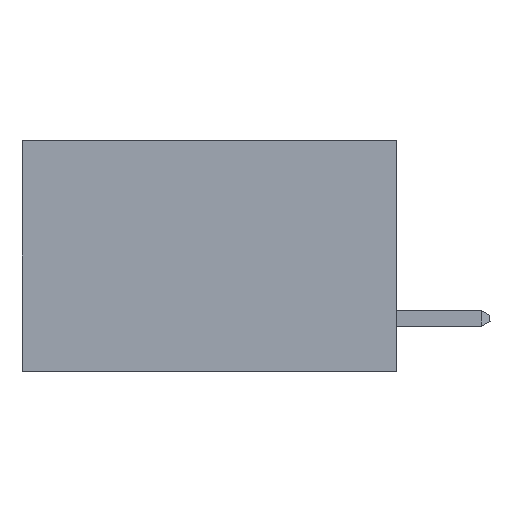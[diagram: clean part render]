
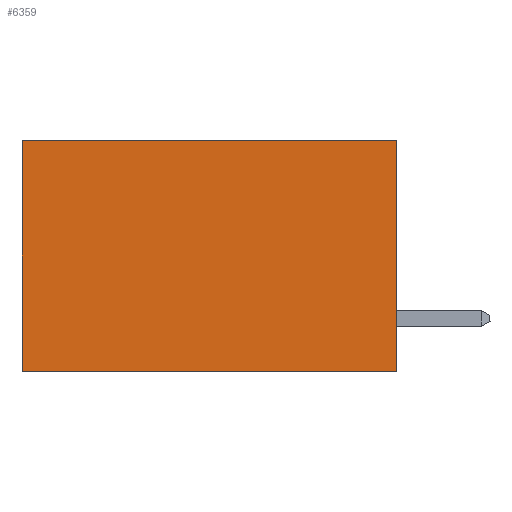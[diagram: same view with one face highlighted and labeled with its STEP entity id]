
A CAD part, left-side view. The second image highlights one B-rep face of the part: STEP entity #6359.
In plain terms, the highlighted planar face has unit normal (-1, 0, 0).
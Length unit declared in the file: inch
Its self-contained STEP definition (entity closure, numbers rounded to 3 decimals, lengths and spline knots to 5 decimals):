
#286 = DIRECTION ( 'NONE',  ( 1., 0., 0. ) ) ;
#933 = DIRECTION ( 'NONE',  ( 0., 0., -1. ) ) ;
#1339 = ORIENTED_EDGE ( 'NONE', *, *, #15979, .T. ) ;
#2918 = CARTESIAN_POINT ( 'NONE',  ( 0.298, 0., 0. ) ) ;
#3011 = VECTOR ( 'NONE', #933, 39.37008 ) ;
#4181 = CARTESIAN_POINT ( 'NONE',  ( 0.298, 0., -0.37 ) ) ;
#4267 = VECTOR ( 'NONE', #11226, 39.37008 ) ;
#4492 = DIRECTION ( 'NONE',  ( 0., 1., 0. ) ) ;
#5045 = ORIENTED_EDGE ( 'NONE', *, *, #10138, .F. ) ;
#5071 = EDGE_CURVE ( 'NONE', #13231, #6842, #11490, .T. ) ;
#5642 = EDGE_CURVE ( 'NONE', #12012, #15970, #19438, .T. ) ;
#5651 = AXIS2_PLACEMENT_3D ( 'NONE', #11279, #286, #14550 ) ;
#6359 = ADVANCED_FACE ( 'NONE', ( #19827 ), #9751, .F. ) ;
#6842 = VERTEX_POINT ( 'NONE', #13485 ) ;
#8879 = ORIENTED_EDGE ( 'NONE', *, *, #5071, .F. ) ;
#9751 = PLANE ( 'NONE',  #5651 ) ;
#10138 = EDGE_CURVE ( 'NONE', #6842, #15970, #19904, .T. ) ;
#10333 = CARTESIAN_POINT ( 'NONE',  ( 0.298, 0., 0. ) ) ;
#11226 = DIRECTION ( 'NONE',  ( 0., 1., 0. ) ) ;
#11279 = CARTESIAN_POINT ( 'NONE',  ( 0.298, 0., 0. ) ) ;
#11490 = LINE ( 'NONE', #2918, #16700 ) ;
#12012 = VERTEX_POINT ( 'NONE', #18619 ) ;
#13231 = VERTEX_POINT ( 'NONE', #10333 ) ;
#13415 = EDGE_LOOP ( 'NONE', ( #15659, #5045, #8879, #1339 ) ) ;
#13485 = CARTESIAN_POINT ( 'NONE',  ( 0.298, 0., -0.37 ) ) ;
#13832 = CARTESIAN_POINT ( 'NONE',  ( 0.298, 0.6, 0. ) ) ;
#14469 = VECTOR ( 'NONE', #4492, 39.37008 ) ;
#14550 = DIRECTION ( 'NONE',  ( 0., 0., -1. ) ) ;
#15659 = ORIENTED_EDGE ( 'NONE', *, *, #5642, .T. ) ;
#15970 = VERTEX_POINT ( 'NONE', #18763 ) ;
#15979 = EDGE_CURVE ( 'NONE', #13231, #12012, #20171, .T. ) ;
#16700 = VECTOR ( 'NONE', #18704, 39.37008 ) ;
#18619 = CARTESIAN_POINT ( 'NONE',  ( 0.298, 0.6, 0. ) ) ;
#18704 = DIRECTION ( 'NONE',  ( 0., 0., -1. ) ) ;
#18763 = CARTESIAN_POINT ( 'NONE',  ( 0.298, 0.6, -0.37 ) ) ;
#19438 = LINE ( 'NONE', #13832, #3011 ) ;
#19827 = FACE_OUTER_BOUND ( 'NONE', #13415, .T. ) ;
#19904 = LINE ( 'NONE', #4181, #4267 ) ;
#20171 = LINE ( 'NONE', #20277, #14469 ) ;
#20277 = CARTESIAN_POINT ( 'NONE',  ( 0.298, 0., 0. ) ) ;
